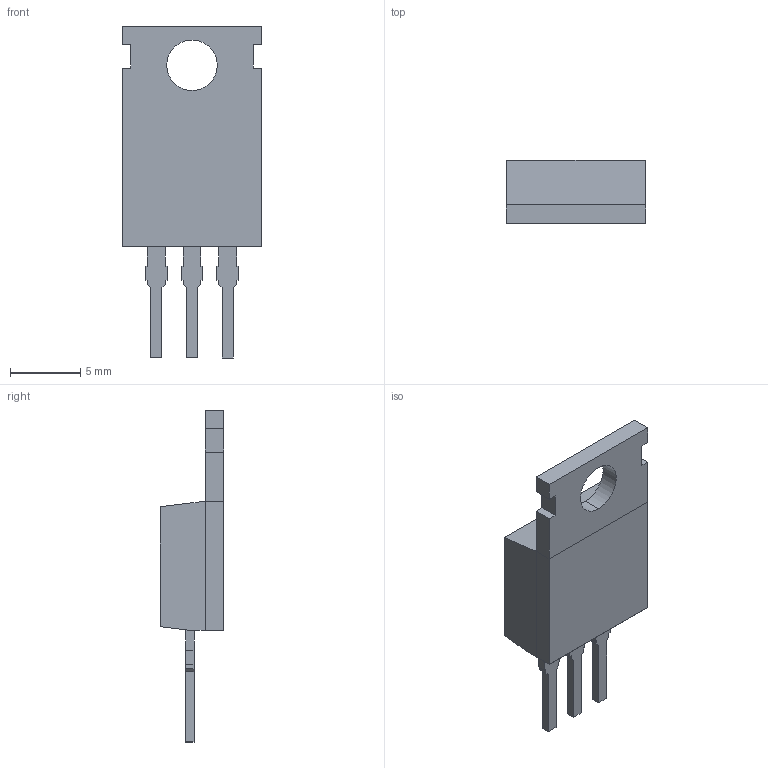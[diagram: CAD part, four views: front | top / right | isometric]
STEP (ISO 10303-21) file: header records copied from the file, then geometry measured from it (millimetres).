
FILE_DESCRIPTION (( 'STEP AP214' ), '1' );
FILE_NAME ('User Library-Generic TO-220.STEP', '2018-08-31T04:56:07', ( '' ), ( '' ), 'SwSTEP 2.0', 'SolidWorks 2018', '' );
FILE_SCHEMA (( 'AUTOMOTIVE_DESIGN' ));
Length unit declared in the file: inch
Products named in the file (1): User Library-Generic TO-220
Bounding box: 9.92 x 4.54 x 23.66 mm (x, y, z)
Volume: 605.9 mm3; surface area: 802.1 mm2
Topology: 5 solids, 5 shells, 142 faces, 372 edges, 248 vertices
Faces by surface type: plane 104, bspline 36, cylinder 2
Entity records: 7688 total; most frequent: CARTESIAN_POINT 3295, ORIENTED_EDGE 744, DIRECTION 518, EDGE_CURVE 372, LINE 296, VECTOR 296, VERTEX_POINT 248, EDGE_LOOP 152
